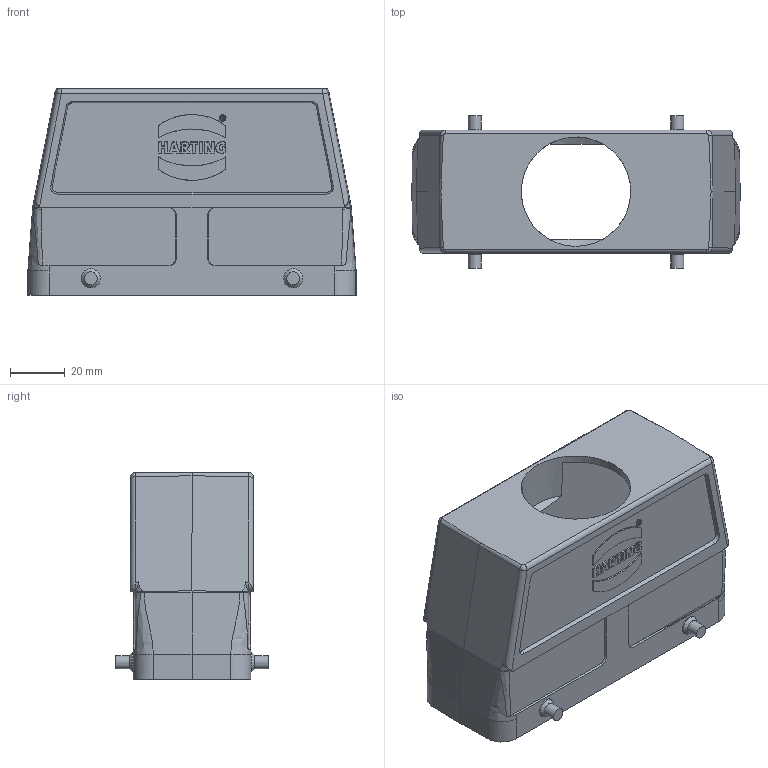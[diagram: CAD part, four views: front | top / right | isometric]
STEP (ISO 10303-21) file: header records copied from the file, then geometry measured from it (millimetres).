
FILE_DESCRIPTION(/* description */ (''),/* implementation_level */ '2;1');
FILE_NAME(/* name */ '100110543ugm000_c.stp',/* time_stamp */ '2021-04-06T13:28:07+02:00',/* author */ (''),/* organization */ (''),/* preprocessor_version */ 'ST-DEVELOPER v16.7',/* originating_system */ 'SIEMENS PLM Software NX 1911',/* authorisation */ '');
FILE_SCHEMA (('AUTOMOTIVE_DESIGN { 1 0 10303 214 3 1 1 1 }'));
Length unit declared in the file: millimetre
Products named in the file (1): 100110543ugm000_c
Bounding box: 120 x 55.6 x 75.5 mm (x, y, z)
Volume: 88715.6 mm3; surface area: 52272.9 mm2
Topology: 1 solids, 1 shells, 281 faces, 731 edges, 479 vertices
Faces by surface type: plane 173, cylinder 39, cone 36, bspline 29, sphere 4
Full cylindrical faces by diameter (mm): 3 x4, 4.8 x4, 7 x4, 40 x1
Entity records: 12282 total; most frequent: CARTESIAN_POINT 3645, ORIENTED_EDGE 1412, DIRECTION 1249, EDGE_CURVE 706, VERTEX_POINT 471, LINE 429, VECTOR 429, AXIS2_PLACEMENT_3D 410
